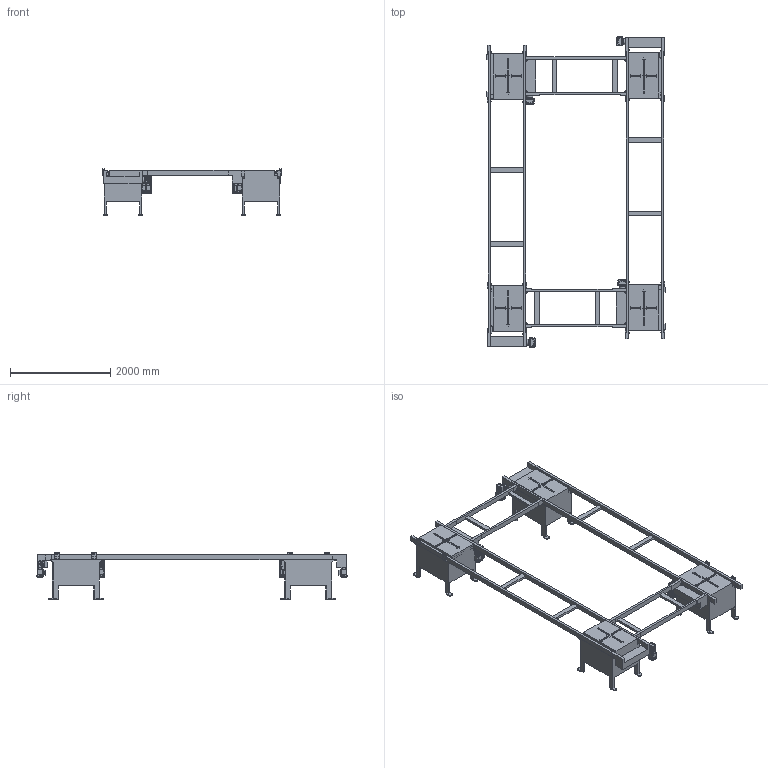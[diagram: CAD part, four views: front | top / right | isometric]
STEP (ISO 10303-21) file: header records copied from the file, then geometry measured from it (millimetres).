
FILE_DESCRIPTION(('STEP AP203'),'1');
FILE_NAME('Boucle 2000x6000 palette 700.stp','2025-07-21T10:17:43',(' '),(' '),'Spatial InterOp 3D',' ',' ');
FILE_SCHEMA(('CONFIG_CONTROL_DESIGN'));
Length unit declared in the file: millimetre
Products named in the file (1): Boucle 2000x6000 palette 700
Bounding box: 3571.2 x 6193.32 x 933.5 mm (x, y, z)
Surface area: 29987119.6 mm2 (no closed solid volume)
Topology: 0 solids, 158 shells, 2519 faces, 9811 edges, 7252 vertices
Faces by surface type: plane 1633, cylinder 579, cone 147, bspline 132, sphere 16, revolution 12
Full cylindrical faces by diameter (mm): 9 x23, 11 x32, 11.5 x2, 13 x22, 14 x6, 16 x30, 20 x4, 28 x2, 30 x4, 120 x8
Entity records: 110769 total; most frequent: CARTESIAN_POINT 29840, DIRECTION 16452, ORIENTED_EDGE 15479, EDGE_CURVE 9623, VERTEX_POINT 7217, LINE 6374, VECTOR 6374, AXIS2_PLACEMENT_3D 5033
